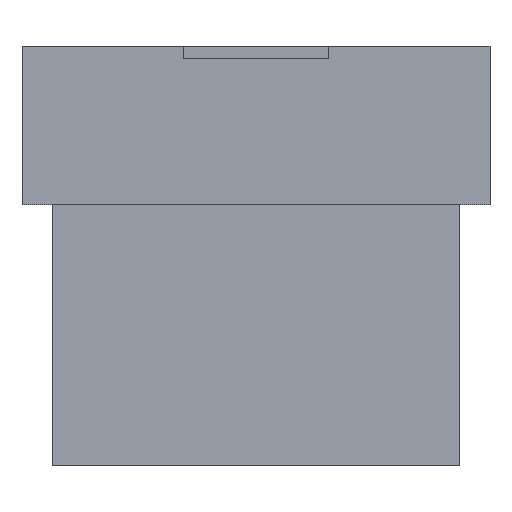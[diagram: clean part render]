
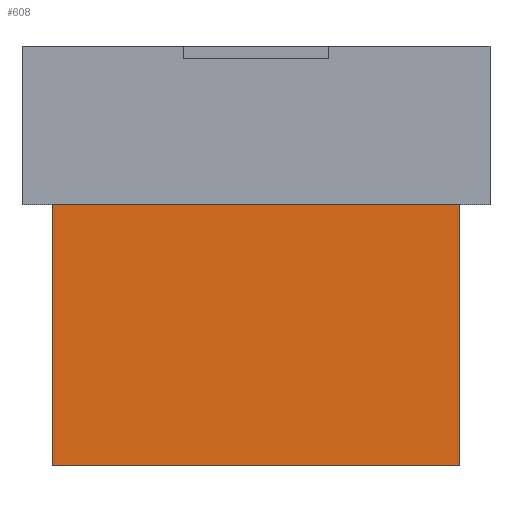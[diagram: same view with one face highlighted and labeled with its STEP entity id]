
A CAD part, top view. The second image highlights one B-rep face of the part: STEP entity #608.
In plain terms, the highlighted planar face has unit normal (0, 0, 1).
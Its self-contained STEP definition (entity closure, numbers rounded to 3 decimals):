
#608=ADVANCED_FACE('',(#1748),#1749,.T.);
#730=EDGE_CURVE('',#1935,#1932,#1936,.T.);
#738=EDGE_CURVE('',#1935,#1946,#1947,.T.);
#806=EDGE_CURVE('',#1946,#2039,#2040,.T.);
#810=EDGE_CURVE('',#1932,#2039,#2044,.T.);
#1748=FACE_OUTER_BOUND('',#3285,.T.);
#1749=PLANE('',#3286);
#1932=VERTEX_POINT('',#3472);
#1935=VERTEX_POINT('',#3477);
#1936=LINE('',#3478,#3479);
#1946=VERTEX_POINT('',#3496);
#1947=LINE('',#3497,#3498);
#2039=VERTEX_POINT('',#3657);
#2040=LINE('',#3658,#3659);
#2044=LINE('',#3666,#3667);
#3285=EDGE_LOOP('',(#5763,#5764,#5765,#5766));
#3286=AXIS2_PLACEMENT_3D('',#5767,#5768,#5769);
#3472=CARTESIAN_POINT('',(-1.675,-3.45,1.675));
#3477=CARTESIAN_POINT('',(-1.675,-1.3,1.675));
#3478=CARTESIAN_POINT('',(-1.675,-1.3,1.675));
#3479=VECTOR('',#6318,2.15);
#3496=CARTESIAN_POINT('',(1.675,-1.3,1.675));
#3497=CARTESIAN_POINT('',(-1.675,-1.3,1.675));
#3498=VECTOR('',#6322,3.35);
#3657=CARTESIAN_POINT('',(1.675,-3.45,1.675));
#3658=CARTESIAN_POINT('',(1.675,-1.3,1.675));
#3659=VECTOR('',#6356,2.15);
#3666=CARTESIAN_POINT('',(-1.675,-3.45,1.675));
#3667=VECTOR('',#6358,3.35);
#5763=ORIENTED_EDGE('',*,*,#810,.T.);
#5764=ORIENTED_EDGE('',*,*,#806,.F.);
#5765=ORIENTED_EDGE('',*,*,#738,.F.);
#5766=ORIENTED_EDGE('',*,*,#730,.T.);
#5767=CARTESIAN_POINT('',(-1.675,-1.3,1.675));
#5768=DIRECTION('',(0.0,0.0,1.0));
#5769=DIRECTION('',(1.0,-0.0,0.0));
#6318=DIRECTION('',(0.0,-1.0,0.0));
#6322=DIRECTION('',(1.0,0.0,0.0));
#6356=DIRECTION('',(0.0,-1.0,0.0));
#6358=DIRECTION('',(1.0,0.0,0.0));
